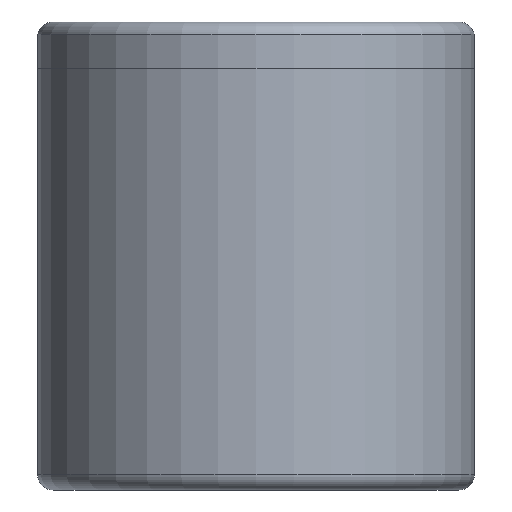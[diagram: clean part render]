
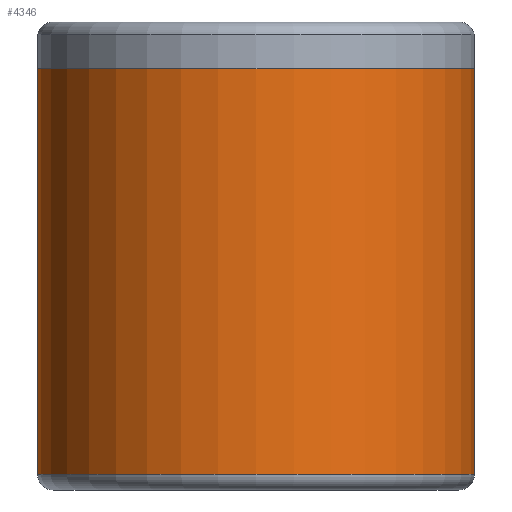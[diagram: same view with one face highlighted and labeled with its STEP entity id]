
A CAD part, front view. The second image highlights one B-rep face of the part: STEP entity #4346.
In plain terms, the highlighted cylindrical face has radius 14 mm (diameter 28 mm), a partial arc.
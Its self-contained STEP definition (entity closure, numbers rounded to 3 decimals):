
#425 = AXIS2_PLACEMENT_3D ( 'NONE', #12189, #12290, #4576 ) ;
#565 = LINE ( 'NONE', #9580, #12325 ) ;
#1010 = EDGE_CURVE ( 'NONE', #11298, #5317, #565, .T. ) ;
#1083 = EDGE_CURVE ( 'NONE', #11298, #5107, #12031, .T. ) ;
#1131 = AXIS2_PLACEMENT_3D ( 'NONE', #7479, #1642, #8485 ) ;
#1642 = DIRECTION ( 'NONE',  ( 0., 0., 1. ) ) ;
#1920 = CYLINDRICAL_SURFACE ( 'NONE', #6373, 14. ) ;
#2097 = CARTESIAN_POINT ( 'NONE',  ( 14., 0., 30. ) ) ;
#2651 = DIRECTION ( 'NONE',  ( 0., 0., -1. ) ) ;
#3685 = CARTESIAN_POINT ( 'NONE',  ( 0., 0., 30. ) ) ;
#3865 = CARTESIAN_POINT ( 'NONE',  ( -14., 0., 27. ) ) ;
#4281 = EDGE_CURVE ( 'NONE', #5317, #6101, #5136, .T. ) ;
#4329 = ORIENTED_EDGE ( 'NONE', *, *, #1083, .F. ) ;
#4346 = ADVANCED_FACE ( 'NONE', ( #9721 ), #1920, .T. ) ;
#4368 = VECTOR ( 'NONE', #5950, 1000. ) ;
#4576 = DIRECTION ( 'NONE',  ( 1., 0., 0. ) ) ;
#5107 = VERTEX_POINT ( 'NONE', #7148 ) ;
#5136 = CIRCLE ( 'NONE', #1131, 14. ) ;
#5317 = VERTEX_POINT ( 'NONE', #5863 ) ;
#5416 = EDGE_CURVE ( 'NONE', #5107, #6101, #7261, .T. ) ;
#5598 = CARTESIAN_POINT ( 'NONE',  ( 14., 0., 1. ) ) ;
#5863 = CARTESIAN_POINT ( 'NONE',  ( -14., 0., 1. ) ) ;
#5950 = DIRECTION ( 'NONE',  ( 0., 0., -1. ) ) ;
#6101 = VERTEX_POINT ( 'NONE', #5598 ) ;
#6373 = AXIS2_PLACEMENT_3D ( 'NONE', #3685, #2651, #9549 ) ;
#6398 = ORIENTED_EDGE ( 'NONE', *, *, #5416, .F. ) ;
#6420 = ORIENTED_EDGE ( 'NONE', *, *, #4281, .T. ) ;
#6594 = DIRECTION ( 'NONE',  ( 0., 0., -1. ) ) ;
#6789 = ORIENTED_EDGE ( 'NONE', *, *, #1010, .T. ) ;
#7148 = CARTESIAN_POINT ( 'NONE',  ( 14., 0., 27. ) ) ;
#7261 = LINE ( 'NONE', #2097, #4368 ) ;
#7479 = CARTESIAN_POINT ( 'NONE',  ( 0., 0., 1. ) ) ;
#8485 = DIRECTION ( 'NONE',  ( 1., 0., 0. ) ) ;
#9549 = DIRECTION ( 'NONE',  ( -1., 0., 0. ) ) ;
#9580 = CARTESIAN_POINT ( 'NONE',  ( -14., 0., 30. ) ) ;
#9721 = FACE_OUTER_BOUND ( 'NONE', #12205, .T. ) ;
#11298 = VERTEX_POINT ( 'NONE', #3865 ) ;
#12031 = CIRCLE ( 'NONE', #425, 14. ) ;
#12189 = CARTESIAN_POINT ( 'NONE',  ( 0., 0., 27. ) ) ;
#12205 = EDGE_LOOP ( 'NONE', ( #6398, #4329, #6789, #6420 ) ) ;
#12290 = DIRECTION ( 'NONE',  ( 0., 0., 1. ) ) ;
#12325 = VECTOR ( 'NONE', #6594, 1000. ) ;
